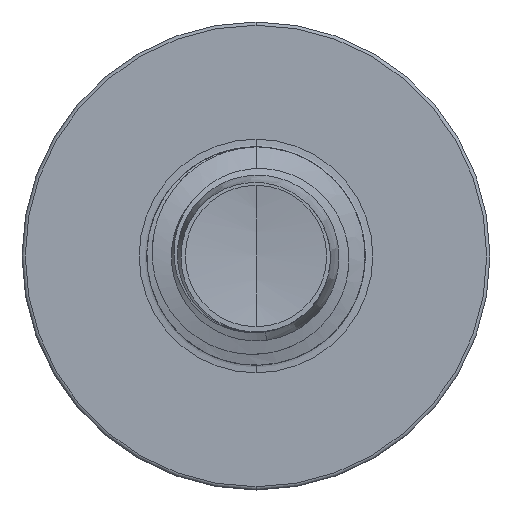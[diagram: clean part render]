
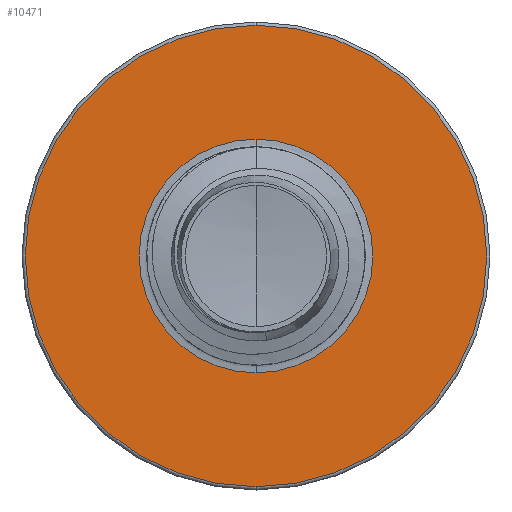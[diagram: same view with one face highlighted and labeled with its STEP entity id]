
A CAD part, front view. The second image highlights one B-rep face of the part: STEP entity #10471.
In plain terms, the highlighted planar face has unit normal (0, -1, 0).
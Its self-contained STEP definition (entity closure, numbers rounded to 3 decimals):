
#139 = ORIENTED_EDGE ( 'NONE', *, *, #496, .T. ) ;
#212 = FACE_BOUND ( 'NONE', #5166, .T. ) ;
#496 = EDGE_CURVE ( 'NONE', #9529, #16015, #2851, .T. ) ;
#522 = EDGE_CURVE ( 'NONE', #9484, #7678, #2449, .T. ) ;
#610 = DIRECTION ( 'NONE',  ( 0., 0., 1. ) ) ;
#617 = DIRECTION ( 'NONE',  ( 0., 1., 0. ) ) ;
#648 = CARTESIAN_POINT ( 'NONE',  ( 0., 7.5, 0. ) ) ;
#868 = CARTESIAN_POINT ( 'NONE',  ( 0., 7.5, 1.872 ) ) ;
#872 = CARTESIAN_POINT ( 'NONE',  ( 0., 7.5, -3.697 ) ) ;
#2449 = CIRCLE ( 'NONE', #17308, 3.698 ) ;
#2851 = CIRCLE ( 'NONE', #16075, 1.872 ) ;
#4913 = ORIENTED_EDGE ( 'NONE', *, *, #13423, .T. ) ;
#5166 = EDGE_LOOP ( 'NONE', ( #139, #4913 ) ) ;
#6882 = DIRECTION ( 'NONE',  ( 0., 0., 1. ) ) ;
#7057 = DIRECTION ( 'NONE',  ( 0., 1., 0. ) ) ;
#7416 = AXIS2_PLACEMENT_3D ( 'NONE', #648, #617, #610 ) ;
#7678 = VERTEX_POINT ( 'NONE', #16735 ) ;
#8881 = CARTESIAN_POINT ( 'NONE',  ( 0., 7.5, -1.872 ) ) ;
#9289 = CARTESIAN_POINT ( 'NONE',  ( 0., 7.5, 0. ) ) ;
#9484 = VERTEX_POINT ( 'NONE', #872 ) ;
#9529 = VERTEX_POINT ( 'NONE', #868 ) ;
#10353 = EDGE_LOOP ( 'NONE', ( #16328, #10857 ) ) ;
#10471 = ADVANCED_FACE ( 'NONE', ( #12218, #212 ), #15235, .F. ) ;
#10857 = ORIENTED_EDGE ( 'NONE', *, *, #522, .F. ) ;
#12218 = FACE_OUTER_BOUND ( 'NONE', #10353, .T. ) ;
#13423 = EDGE_CURVE ( 'NONE', #16015, #9529, #16817, .T. ) ;
#14317 = EDGE_CURVE ( 'NONE', #7678, #9484, #16053, .T. ) ;
#14984 = DIRECTION ( 'NONE',  ( 0., 0., 1. ) ) ;
#15008 = DIRECTION ( 'NONE',  ( 0., 1., 0. ) ) ;
#15064 = CARTESIAN_POINT ( 'NONE',  ( 0., 7.5, -1.872 ) ) ;
#15235 = PLANE ( 'NONE',  #15625 ) ;
#15625 = AXIS2_PLACEMENT_3D ( 'NONE', #15064, #15008, #14984 ) ;
#16015 = VERTEX_POINT ( 'NONE', #8881 ) ;
#16053 = CIRCLE ( 'NONE', #19284, 3.698 ) ;
#16075 = AXIS2_PLACEMENT_3D ( 'NONE', #19630, #19626, #19606 ) ;
#16328 = ORIENTED_EDGE ( 'NONE', *, *, #14317, .F. ) ;
#16735 = CARTESIAN_POINT ( 'NONE',  ( 0., 7.5, 3.698 ) ) ;
#16817 = CIRCLE ( 'NONE', #7416, 1.872 ) ;
#17308 = AXIS2_PLACEMENT_3D ( 'NONE', #20191, #20288, #20231 ) ;
#19284 = AXIS2_PLACEMENT_3D ( 'NONE', #9289, #7057, #6882 ) ;
#19606 = DIRECTION ( 'NONE',  ( 0., 0., 1. ) ) ;
#19626 = DIRECTION ( 'NONE',  ( 0., 1., 0. ) ) ;
#19630 = CARTESIAN_POINT ( 'NONE',  ( 0., 7.5, 0. ) ) ;
#20191 = CARTESIAN_POINT ( 'NONE',  ( 0., 7.5, 0. ) ) ;
#20231 = DIRECTION ( 'NONE',  ( 0., 0., 1. ) ) ;
#20288 = DIRECTION ( 'NONE',  ( 0., 1., 0. ) ) ;
